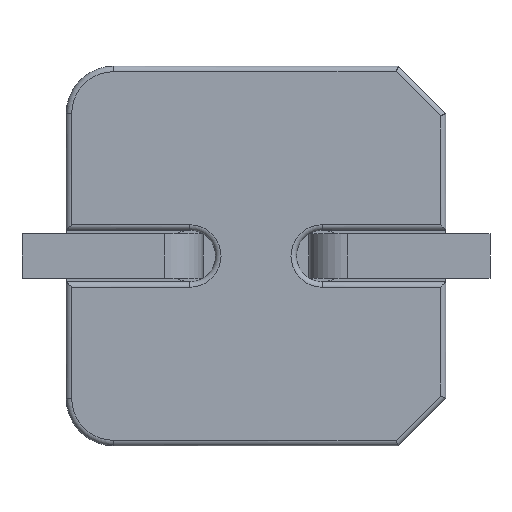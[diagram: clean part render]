
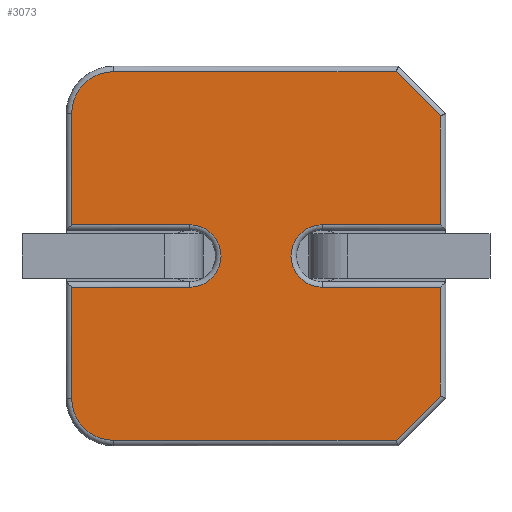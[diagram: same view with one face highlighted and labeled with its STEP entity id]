
A CAD part, front view. The second image highlights one B-rep face of the part: STEP entity #3073.
In plain terms, the highlighted planar face has unit normal (0, -1, 0).
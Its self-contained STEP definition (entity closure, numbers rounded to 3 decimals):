
#55 = ORIENTED_EDGE ( 'NONE', *, *, #1664, .T. ) ;
#79 = CIRCLE ( 'NONE', #1437, 0.475 ) ;
#108 = CARTESIAN_POINT ( 'NONE',  ( 0.75, 0., -0.354 ) ) ;
#118 = CARTESIAN_POINT ( 'NONE',  ( 2.087, 0., 1.613 ) ) ;
#167 = EDGE_CURVE ( 'NONE', #2833, #777, #2375, .T. ) ;
#171 = VECTOR ( 'NONE', #2483, 1000. ) ;
#199 = CARTESIAN_POINT ( 'NONE',  ( -2.087, 0., 0.354 ) ) ;
#233 = CARTESIAN_POINT ( 'NONE',  ( 2.087, 0., 1.587 ) ) ;
#240 = VECTOR ( 'NONE', #2765, 1000. ) ;
#261 = ORIENTED_EDGE ( 'NONE', *, *, #494, .T. ) ;
#269 = DIRECTION ( 'NONE',  ( 1., 0., 0. ) ) ;
#275 = CARTESIAN_POINT ( 'NONE',  ( -0.75, 0., 0. ) ) ;
#298 = CARTESIAN_POINT ( 'NONE',  ( -1.612, 0., -1.612 ) ) ;
#319 = ORIENTED_EDGE ( 'NONE', *, *, #1028, .T. ) ;
#368 = ORIENTED_EDGE ( 'NONE', *, *, #3280, .T. ) ;
#392 = EDGE_CURVE ( 'NONE', #1643, #2669, #1697, .T. ) ;
#494 = EDGE_CURVE ( 'NONE', #1494, #1637, #1773, .T. ) ;
#501 = LINE ( 'NONE', #2041, #709 ) ;
#502 = VERTEX_POINT ( 'NONE', #2809 ) ;
#580 = CARTESIAN_POINT ( 'NONE',  ( -0.75, 0., -0.354 ) ) ;
#630 = PLANE ( 'NONE',  #1561 ) ;
#635 = ORIENTED_EDGE ( 'NONE', *, *, #2054, .T. ) ;
#663 = DIRECTION ( 'NONE',  ( -0.707, 0., 0.707 ) ) ;
#709 = VECTOR ( 'NONE', #3078, 1000. ) ;
#713 = VECTOR ( 'NONE', #1801, 1000. ) ;
#732 = VECTOR ( 'NONE', #269, 1000. ) ;
#774 = DIRECTION ( 'NONE',  ( 0., 0., 1. ) ) ;
#777 = VERTEX_POINT ( 'NONE', #2234 ) ;
#782 = VECTOR ( 'NONE', #663, 1000. ) ;
#819 = DIRECTION ( 'NONE',  ( 0., 1., 0. ) ) ;
#881 = ORIENTED_EDGE ( 'NONE', *, *, #1535, .T. ) ;
#886 = AXIS2_PLACEMENT_3D ( 'NONE', #275, #819, #2577 ) ;
#900 = LINE ( 'NONE', #2715, #1445 ) ;
#931 = CARTESIAN_POINT ( 'NONE',  ( 2.087, 0., -1.587 ) ) ;
#1018 = LINE ( 'NONE', #1733, #2694 ) ;
#1028 = EDGE_CURVE ( 'NONE', #2669, #3356, #1545, .T. ) ;
#1048 = ORIENTED_EDGE ( 'NONE', *, *, #2140, .T. ) ;
#1090 = CARTESIAN_POINT ( 'NONE',  ( 1.587, 0., -2.087 ) ) ;
#1134 = LINE ( 'NONE', #118, #2650 ) ;
#1145 = VERTEX_POINT ( 'NONE', #1162 ) ;
#1148 = DIRECTION ( 'NONE',  ( 0., 0., 1. ) ) ;
#1157 = ORIENTED_EDGE ( 'NONE', *, *, #3167, .T. ) ;
#1160 = DIRECTION ( 'NONE',  ( 0., 0., -1. ) ) ;
#1162 = CARTESIAN_POINT ( 'NONE',  ( -2.087, 0., 1.612 ) ) ;
#1275 = EDGE_LOOP ( 'NONE', ( #2621, #881, #2082, #319, #635, #1048, #2712, #368, #3098, #2259, #1911, #2795, #1157, #2169, #55, #261 ) ) ;
#1289 = VERTEX_POINT ( 'NONE', #2781 ) ;
#1312 = DIRECTION ( 'NONE',  ( 0., 0., -1. ) ) ;
#1433 = DIRECTION ( 'NONE',  ( -1., 0., 0. ) ) ;
#1437 = AXIS2_PLACEMENT_3D ( 'NONE', #1833, #3088, #3103 ) ;
#1445 = VECTOR ( 'NONE', #1433, 1000. ) ;
#1491 = VERTEX_POINT ( 'NONE', #233 ) ;
#1494 = VERTEX_POINT ( 'NONE', #3042 ) ;
#1535 = EDGE_CURVE ( 'NONE', #1145, #1643, #1018, .T. ) ;
#1545 = CIRCLE ( 'NONE', #886, 0.354 ) ;
#1561 = AXIS2_PLACEMENT_3D ( 'NONE', #1654, #1908, #1160 ) ;
#1572 = CARTESIAN_POINT ( 'NONE',  ( 0.75, 0., 0. ) ) ;
#1579 = DIRECTION ( 'NONE',  ( 0., 0., -1. ) ) ;
#1633 = DIRECTION ( 'NONE',  ( 0., -1., 0. ) ) ;
#1637 = VERTEX_POINT ( 'NONE', #3001 ) ;
#1643 = VERTEX_POINT ( 'NONE', #199 ) ;
#1647 = CARTESIAN_POINT ( 'NONE',  ( -0.75, 0., 0.354 ) ) ;
#1654 = CARTESIAN_POINT ( 'NONE',  ( -1.612, 0., 1.612 ) ) ;
#1664 = EDGE_CURVE ( 'NONE', #1491, #1494, #1781, .T. ) ;
#1692 = CARTESIAN_POINT ( 'NONE',  ( -0.75, 0., 0.354 ) ) ;
#1697 = LINE ( 'NONE', #1647, #171 ) ;
#1700 = EDGE_CURVE ( 'NONE', #2944, #2833, #2304, .T. ) ;
#1733 = CARTESIAN_POINT ( 'NONE',  ( -2.087, 0., 0.292 ) ) ;
#1750 = EDGE_CURVE ( 'NONE', #2357, #502, #2922, .T. ) ;
#1762 = LINE ( 'NONE', #3085, #2264 ) ;
#1773 = LINE ( 'NONE', #2040, #713 ) ;
#1780 = EDGE_CURVE ( 'NONE', #1637, #1145, #79, .T. ) ;
#1781 = LINE ( 'NONE', #2819, #782 ) ;
#1791 = DIRECTION ( 'NONE',  ( -1., 0., 0. ) ) ;
#1801 = DIRECTION ( 'NONE',  ( -1., 0., 0. ) ) ;
#1833 = CARTESIAN_POINT ( 'NONE',  ( -1.612, 0., 1.612 ) ) ;
#1862 = LINE ( 'NONE', #2887, #732 ) ;
#1908 = DIRECTION ( 'NONE',  ( 0., -1., 0. ) ) ;
#1911 = ORIENTED_EDGE ( 'NONE', *, *, #2666, .T. ) ;
#1933 = VECTOR ( 'NONE', #774, 1000. ) ;
#1960 = FACE_OUTER_BOUND ( 'NONE', #1275, .T. ) ;
#1999 = DIRECTION ( 'NONE',  ( 1., 0., 0. ) ) ;
#2040 = CARTESIAN_POINT ( 'NONE',  ( -1.612, 0., 2.087 ) ) ;
#2041 = CARTESIAN_POINT ( 'NONE',  ( -2.087, 0., -1.612 ) ) ;
#2054 = EDGE_CURVE ( 'NONE', #3356, #2588, #2583, .T. ) ;
#2082 = ORIENTED_EDGE ( 'NONE', *, *, #392, .T. ) ;
#2140 = EDGE_CURVE ( 'NONE', #2588, #3211, #501, .T. ) ;
#2167 = DIRECTION ( 'NONE',  ( 0., 1., 0. ) ) ;
#2169 = ORIENTED_EDGE ( 'NONE', *, *, #2769, .T. ) ;
#2188 = CIRCLE ( 'NONE', #2509, 0.475 ) ;
#2194 = VERTEX_POINT ( 'NONE', #2897 ) ;
#2217 = EDGE_CURVE ( 'NONE', #3211, #1289, #2188, .T. ) ;
#2234 = CARTESIAN_POINT ( 'NONE',  ( 2.087, 0., -0.354 ) ) ;
#2247 = CARTESIAN_POINT ( 'NONE',  ( 2.106, 0., -1.568 ) ) ;
#2259 = ORIENTED_EDGE ( 'NONE', *, *, #167, .T. ) ;
#2264 = VECTOR ( 'NONE', #1999, 1000. ) ;
#2280 = CARTESIAN_POINT ( 'NONE',  ( -2.087, 0., -1.612 ) ) ;
#2304 = LINE ( 'NONE', #2247, #240 ) ;
#2357 = VERTEX_POINT ( 'NONE', #108 ) ;
#2375 = LINE ( 'NONE', #2604, #1933 ) ;
#2477 = AXIS2_PLACEMENT_3D ( 'NONE', #1572, #2167, #1312 ) ;
#2483 = DIRECTION ( 'NONE',  ( 1., 0., 0. ) ) ;
#2509 = AXIS2_PLACEMENT_3D ( 'NONE', #298, #1633, #1579 ) ;
#2527 = VECTOR ( 'NONE', #1791, 1000. ) ;
#2577 = DIRECTION ( 'NONE',  ( 0., 0., -1. ) ) ;
#2583 = LINE ( 'NONE', #3062, #2527 ) ;
#2588 = VERTEX_POINT ( 'NONE', #2652 ) ;
#2604 = CARTESIAN_POINT ( 'NONE',  ( 2.087, 0., -0.292 ) ) ;
#2621 = ORIENTED_EDGE ( 'NONE', *, *, #1780, .T. ) ;
#2650 = VECTOR ( 'NONE', #1148, 1000. ) ;
#2652 = CARTESIAN_POINT ( 'NONE',  ( -2.087, 0., -0.354 ) ) ;
#2666 = EDGE_CURVE ( 'NONE', #777, #2357, #900, .T. ) ;
#2669 = VERTEX_POINT ( 'NONE', #1692 ) ;
#2694 = VECTOR ( 'NONE', #2784, 1000. ) ;
#2712 = ORIENTED_EDGE ( 'NONE', *, *, #2217, .T. ) ;
#2715 = CARTESIAN_POINT ( 'NONE',  ( 0.75, 0., -0.354 ) ) ;
#2765 = DIRECTION ( 'NONE',  ( 0.707, 0., 0.707 ) ) ;
#2769 = EDGE_CURVE ( 'NONE', #2194, #1491, #1134, .T. ) ;
#2781 = CARTESIAN_POINT ( 'NONE',  ( -1.612, 0., -2.087 ) ) ;
#2784 = DIRECTION ( 'NONE',  ( 0., 0., -1. ) ) ;
#2795 = ORIENTED_EDGE ( 'NONE', *, *, #1750, .T. ) ;
#2809 = CARTESIAN_POINT ( 'NONE',  ( 0.75, 0., 0.354 ) ) ;
#2819 = CARTESIAN_POINT ( 'NONE',  ( 1.568, 0., 2.106 ) ) ;
#2833 = VERTEX_POINT ( 'NONE', #931 ) ;
#2887 = CARTESIAN_POINT ( 'NONE',  ( 1.612, 0., -2.087 ) ) ;
#2897 = CARTESIAN_POINT ( 'NONE',  ( 2.087, 0., 0.354 ) ) ;
#2922 = CIRCLE ( 'NONE', #2477, 0.354 ) ;
#2944 = VERTEX_POINT ( 'NONE', #1090 ) ;
#3001 = CARTESIAN_POINT ( 'NONE',  ( -1.612, 0., 2.087 ) ) ;
#3042 = CARTESIAN_POINT ( 'NONE',  ( 1.587, 0., 2.087 ) ) ;
#3062 = CARTESIAN_POINT ( 'NONE',  ( -2.15, 0., -0.354 ) ) ;
#3073 = ADVANCED_FACE ( 'NONE', ( #1960 ), #630, .T. ) ;
#3078 = DIRECTION ( 'NONE',  ( 0., 0., -1. ) ) ;
#3085 = CARTESIAN_POINT ( 'NONE',  ( 2.15, 0., 0.354 ) ) ;
#3088 = DIRECTION ( 'NONE',  ( 0., -1., 0. ) ) ;
#3098 = ORIENTED_EDGE ( 'NONE', *, *, #1700, .T. ) ;
#3103 = DIRECTION ( 'NONE',  ( 0., 0., -1. ) ) ;
#3167 = EDGE_CURVE ( 'NONE', #502, #2194, #1762, .T. ) ;
#3211 = VERTEX_POINT ( 'NONE', #2280 ) ;
#3280 = EDGE_CURVE ( 'NONE', #1289, #2944, #1862, .T. ) ;
#3356 = VERTEX_POINT ( 'NONE', #580 ) ;
